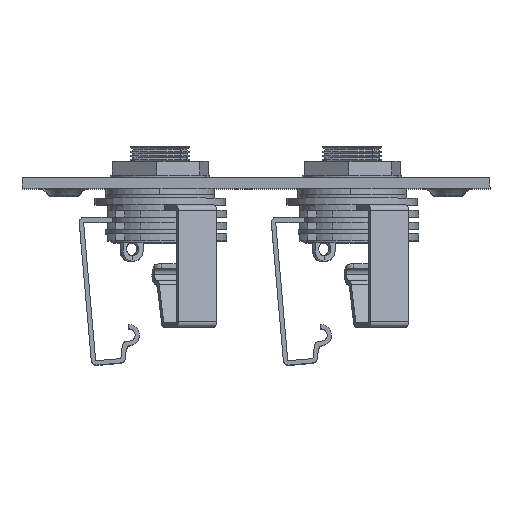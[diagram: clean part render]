
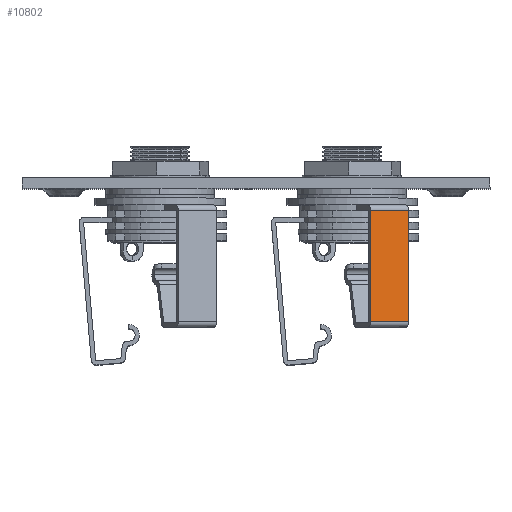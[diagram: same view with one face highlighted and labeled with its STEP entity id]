
A CAD part, top view. The second image highlights one B-rep face of the part: STEP entity #10802.
In plain terms, the highlighted face is planar.
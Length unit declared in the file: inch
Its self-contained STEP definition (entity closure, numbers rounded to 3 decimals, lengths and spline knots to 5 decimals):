
#5017 = CARTESIAN_POINT ( 'NONE',  ( -0.125, 0.03, 0. ) ) ;
#5018 = CARTESIAN_POINT ( 'NONE',  ( -0.125, 0.67, 0. ) ) ;
#5019 = DIRECTION ( 'NONE',  ( 0., -1., 0. ) ) ;
#5020 = VECTOR ( 'NONE', #5019, 39.37008 ) ;
#5021 = CARTESIAN_POINT ( 'NONE',  ( -0.125, 0., 0. ) ) ;
#5022 = LINE ( 'NONE', #5021, #5020 ) ;
#5023 = DIRECTION ( 'NONE',  ( 1., 0., 0. ) ) ;
#5024 = DIRECTION ( 'NONE',  ( 0., 0., 1. ) ) ;
#5025 = CARTESIAN_POINT ( 'NONE',  ( -0.125, 0., 0. ) ) ;
#5026 = AXIS2_PLACEMENT_3D ( 'NONE', #5025, #5024, #5023 ) ;
#5027 = PLANE ( 'NONE',  #5026 ) ;
#5028 = FACE_OUTER_BOUND ( 'NONE', #10803, .T. ) ;
#5073 = CARTESIAN_POINT ( 'NONE',  ( 0.125, 0.67, 0. ) ) ;
#5074 = DIRECTION ( 'NONE',  ( 0., -1., 0. ) ) ;
#5075 = VECTOR ( 'NONE', #5074, 39.37008 ) ;
#5076 = CARTESIAN_POINT ( 'NONE',  ( 0.125, 0., 0. ) ) ;
#5077 = LINE ( 'NONE', #5076, #5075 ) ;
#5078 = CARTESIAN_POINT ( 'NONE',  ( 0.125, 0.03, 0. ) ) ;
#5079 = DIRECTION ( 'NONE',  ( 1., 0., 0. ) ) ;
#5080 = VECTOR ( 'NONE', #5079, 39.37008 ) ;
#5081 = CARTESIAN_POINT ( 'NONE',  ( -0.125, 0.03, 0. ) ) ;
#5082 = LINE ( 'NONE', #5081, #5080 ) ;
#5155 = DIRECTION ( 'NONE',  ( -1., 0., 0. ) ) ;
#5156 = VECTOR ( 'NONE', #5155, 39.37008 ) ;
#5157 = CARTESIAN_POINT ( 'NONE',  ( -0.125, 0.67, 0. ) ) ;
#5158 = LINE ( 'NONE', #5157, #5156 ) ;
#10802 = ADVANCED_FACE ( 'NONE', ( #5028 ), #5027, .T. ) ;
#10803 = EDGE_LOOP ( 'NONE', ( #10804, #10808, #10811, #10868 ) ) ;
#10804 = ORIENTED_EDGE ( 'NONE', *, *, #10805, .T. ) ;
#10805 = EDGE_CURVE ( 'NONE', #10806, #10807, #5022, .T. ) ;
#10806 = VERTEX_POINT ( 'NONE', #5018 ) ;
#10807 = VERTEX_POINT ( 'NONE', #5017 ) ;
#10808 = ORIENTED_EDGE ( 'NONE', *, *, #10809, .T. ) ;
#10809 = EDGE_CURVE ( 'NONE', #10807, #10810, #5082, .T. ) ;
#10810 = VERTEX_POINT ( 'NONE', #5078 ) ;
#10811 = ORIENTED_EDGE ( 'NONE', *, *, #10812, .F. ) ;
#10812 = EDGE_CURVE ( 'NONE', #10813, #10810, #5077, .T. ) ;
#10813 = VERTEX_POINT ( 'NONE', #5073 ) ;
#10868 = ORIENTED_EDGE ( 'NONE', *, *, #10869, .T. ) ;
#10869 = EDGE_CURVE ( 'NONE', #10813, #10806, #5158, .T. ) ;
